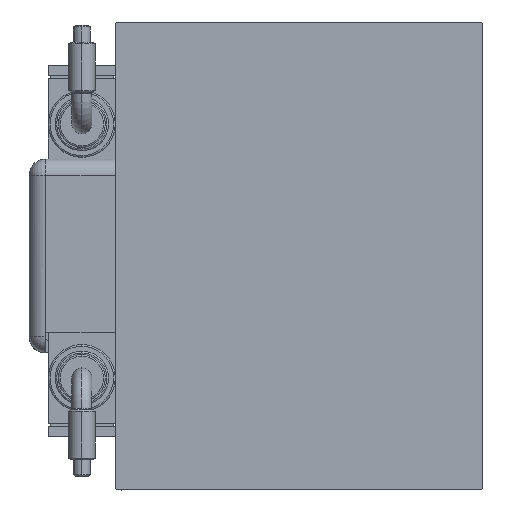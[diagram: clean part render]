
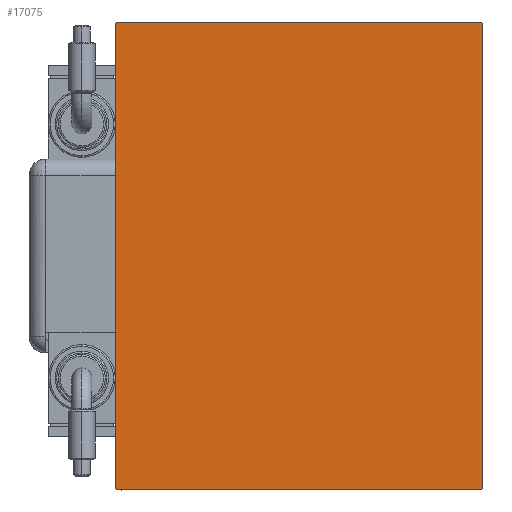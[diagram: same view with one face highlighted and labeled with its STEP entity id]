
A CAD part, left-side view. The second image highlights one B-rep face of the part: STEP entity #17075.
In plain terms, the highlighted face is planar.
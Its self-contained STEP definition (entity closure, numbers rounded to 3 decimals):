
#531 = CARTESIAN_POINT ( 'NONE',  ( 173., 54.7, 70. ) ) ;
#1939 = DIRECTION ( 'NONE',  ( 1., 0., 0. ) ) ;
#2330 = CARTESIAN_POINT ( 'NONE',  ( 173., -62.35, -62.35 ) ) ;
#3921 = LINE ( 'NONE', #27533, #53795 ) ;
#5308 = VECTOR ( 'NONE', #24332, 1000. ) ;
#7466 = VERTEX_POINT ( 'NONE', #18290 ) ;
#8912 = CARTESIAN_POINT ( 'NONE',  ( 173., -55., -70. ) ) ;
#8980 = VECTOR ( 'NONE', #44016, 1000. ) ;
#9214 = LINE ( 'NONE', #8912, #46526 ) ;
#10309 = EDGE_CURVE ( 'NONE', #7466, #43281, #3921, .T. ) ;
#12330 = VERTEX_POINT ( 'NONE', #51232 ) ;
#14669 = CARTESIAN_POINT ( 'NONE',  ( 173., 62.35, 62.35 ) ) ;
#15833 = LINE ( 'NONE', #58415, #8980 ) ;
#17075 = ADVANCED_FACE ( 'NONE', ( #48516 ), #25244, .T. ) ;
#17314 = VECTOR ( 'NONE', #51936, 1000. ) ;
#18290 = CARTESIAN_POINT ( 'NONE',  ( 173., 54.7, -70. ) ) ;
#18483 = EDGE_CURVE ( 'NONE', #35880, #44329, #47456, .T. ) ;
#19400 = CARTESIAN_POINT ( 'NONE',  ( 173., 55., 70. ) ) ;
#20406 = DIRECTION ( 'NONE',  ( 0., 0.707, -0.707 ) ) ;
#20632 = DIRECTION ( 'NONE',  ( 0., 0., -1. ) ) ;
#21204 = ORIENTED_EDGE ( 'NONE', *, *, #44317, .T. ) ;
#22358 = EDGE_CURVE ( 'NONE', #50725, #44215, #30527, .T. ) ;
#22408 = ORIENTED_EDGE ( 'NONE', *, *, #29060, .T. ) ;
#22633 = DIRECTION ( 'NONE',  ( 0., 0.707, 0.707 ) ) ;
#23536 = CARTESIAN_POINT ( 'NONE',  ( 173., -54.7, -70. ) ) ;
#24332 = DIRECTION ( 'NONE',  ( 0., -1., 0. ) ) ;
#24446 = CARTESIAN_POINT ( 'NONE',  ( 173., 55., -70. ) ) ;
#25244 = PLANE ( 'NONE',  #50994 ) ;
#25335 = CARTESIAN_POINT ( 'NONE',  ( 173., 55., -69.7 ) ) ;
#27533 = CARTESIAN_POINT ( 'NONE',  ( 173., 62.35, -62.35 ) ) ;
#28216 = ORIENTED_EDGE ( 'NONE', *, *, #48206, .T. ) ;
#29060 = EDGE_CURVE ( 'NONE', #35759, #12330, #48545, .T. ) ;
#29863 = CARTESIAN_POINT ( 'NONE',  ( 173., -62.35, 62.35 ) ) ;
#30527 = LINE ( 'NONE', #2330, #32589 ) ;
#31452 = ORIENTED_EDGE ( 'NONE', *, *, #54531, .T. ) ;
#32466 = VECTOR ( 'NONE', #51759, 1000. ) ;
#32589 = VECTOR ( 'NONE', #20406, 1000. ) ;
#33336 = VECTOR ( 'NONE', #38832, 1000. ) ;
#33362 = CARTESIAN_POINT ( 'NONE',  ( 173., 55., 69.7 ) ) ;
#35759 = VERTEX_POINT ( 'NONE', #49919 ) ;
#35880 = VERTEX_POINT ( 'NONE', #33362 ) ;
#38832 = DIRECTION ( 'NONE',  ( 0., 0., 1. ) ) ;
#38882 = ORIENTED_EDGE ( 'NONE', *, *, #18483, .T. ) ;
#41160 = ORIENTED_EDGE ( 'NONE', *, *, #10309, .T. ) ;
#43281 = VERTEX_POINT ( 'NONE', #25335 ) ;
#43317 = EDGE_LOOP ( 'NONE', ( #55280, #41160, #21204, #38882, #31452, #22408, #28216, #56935 ) ) ;
#43922 = CARTESIAN_POINT ( 'NONE',  ( 173., 0., 0. ) ) ;
#44016 = DIRECTION ( 'NONE',  ( 0., 0., -1. ) ) ;
#44215 = VERTEX_POINT ( 'NONE', #23536 ) ;
#44317 = EDGE_CURVE ( 'NONE', #43281, #35880, #57835, .T. ) ;
#44329 = VERTEX_POINT ( 'NONE', #531 ) ;
#46526 = VECTOR ( 'NONE', #55516, 1000. ) ;
#47003 = CARTESIAN_POINT ( 'NONE',  ( 173., -55., -69.7 ) ) ;
#47456 = LINE ( 'NONE', #14669, #32466 ) ;
#48206 = EDGE_CURVE ( 'NONE', #12330, #50725, #15833, .T. ) ;
#48516 = FACE_OUTER_BOUND ( 'NONE', #43317, .T. ) ;
#48545 = LINE ( 'NONE', #29863, #17314 ) ;
#49919 = CARTESIAN_POINT ( 'NONE',  ( 173., -54.7, 70. ) ) ;
#50725 = VERTEX_POINT ( 'NONE', #47003 ) ;
#50994 = AXIS2_PLACEMENT_3D ( 'NONE', #43922, #1939, #20632 ) ;
#51232 = CARTESIAN_POINT ( 'NONE',  ( 173., -55., 69.7 ) ) ;
#51759 = DIRECTION ( 'NONE',  ( 0., -0.707, 0.707 ) ) ;
#51936 = DIRECTION ( 'NONE',  ( 0., -0.707, -0.707 ) ) ;
#52806 = LINE ( 'NONE', #19400, #5308 ) ;
#53795 = VECTOR ( 'NONE', #22633, 1000. ) ;
#54531 = EDGE_CURVE ( 'NONE', #44329, #35759, #52806, .T. ) ;
#55280 = ORIENTED_EDGE ( 'NONE', *, *, #56518, .T. ) ;
#55516 = DIRECTION ( 'NONE',  ( 0., 1., 0. ) ) ;
#56518 = EDGE_CURVE ( 'NONE', #44215, #7466, #9214, .T. ) ;
#56935 = ORIENTED_EDGE ( 'NONE', *, *, #22358, .T. ) ;
#57835 = LINE ( 'NONE', #24446, #33336 ) ;
#58415 = CARTESIAN_POINT ( 'NONE',  ( 173., -55., 70. ) ) ;
